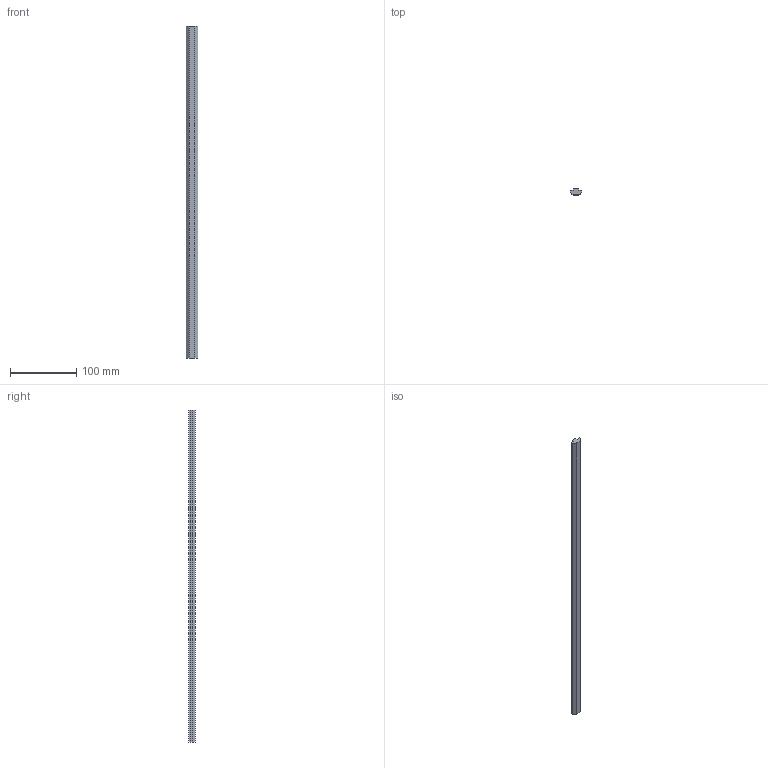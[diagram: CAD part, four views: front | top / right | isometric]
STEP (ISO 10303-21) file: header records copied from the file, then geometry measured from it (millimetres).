
FILE_DESCRIPTION(/* description */ (''),/* implementation_level */ '2;1');
FILE_NAME(/* name */ '11056_KriTec_Profilstab_8_St_schwer_mit_Steg_500mm.stp',/* time_stamp */ '2017-08-17T13:20:11+02:00',/* author */ ('kostic'),/* organization */ (''),/* preprocessor_version */ 'ST-DEVELOPER v15.2',/* originating_system */ 'Autodesk Inventor 2014',/* authorisation */ '');
FILE_SCHEMA (('CONFIG_CONTROL_DESIGN'));
Length unit declared in the file: millimetre
Products named in the file (1): 11056_KriTec_Profilstab_8_St_schwer_mit_Steg_500mm
Bounding box: 17 x 9.5 x 500 mm (x, y, z)
Volume: 58475 mm3; surface area: 24221.6 mm2
Topology: 1 solids, 1 shells, 12 faces, 30 edges, 20 vertices
Faces by surface type: plane 12
Entity records: 386 total; most frequent: CARTESIAN_POINT 63, ORIENTED_EDGE 60, DIRECTION 56, LINE 30, VECTOR 30, EDGE_CURVE 30, VERTEX_POINT 20, AXIS2_PLACEMENT_3D 13
